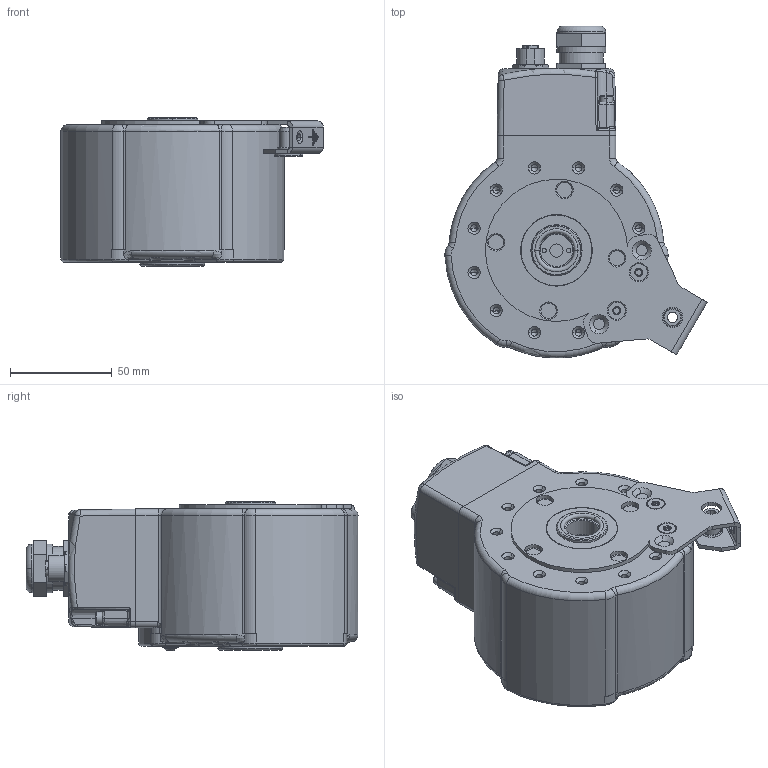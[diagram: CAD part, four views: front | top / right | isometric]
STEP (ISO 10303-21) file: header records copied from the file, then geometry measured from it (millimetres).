
FILE_DESCRIPTION((''),'2;1');
FILE_NAME('809708-K01_SW0001','2011-11-14T',('SE2994'),(''),'PRO/ENGINEER BY PARAMETRIC TECHNOLOGY CORPORATION, 2010180','PRO/ENGINEER BY PARAMETRIC TECHNOLOGY CORPORATION, 2010180','');
FILE_SCHEMA(('CONFIG_CONTROL_DESIGN','SHAPE_APPEARANCE_LAYERS_GROUPS'));
Length unit declared in the file: millimetre
Products named in the file (1): 809708-K01_SW0001
Bounding box: 129.13 x 163.5 x 73.8 mm (x, y, z)
Volume: 307152.7 mm3; surface area: 124724.6 mm2
Topology: 2 solids, 3 shells, 1188 faces, 2830 edges, 1741 vertices
Faces by surface type: cylinder 503, plane 330, cone 153, torus 125, bspline 50, sphere 24, extrusion 2, revolution 1
Entity records: 51073 total; most frequent: CARTESIAN_POINT 15540, DIRECTION 6291, ORIENTED_EDGE 5620, EDGE_CURVE 2810, AXIS2_PLACEMENT_3D 2645, VERTEX_POINT 1741, CIRCLE 1510, EDGE_LOOP 1329
